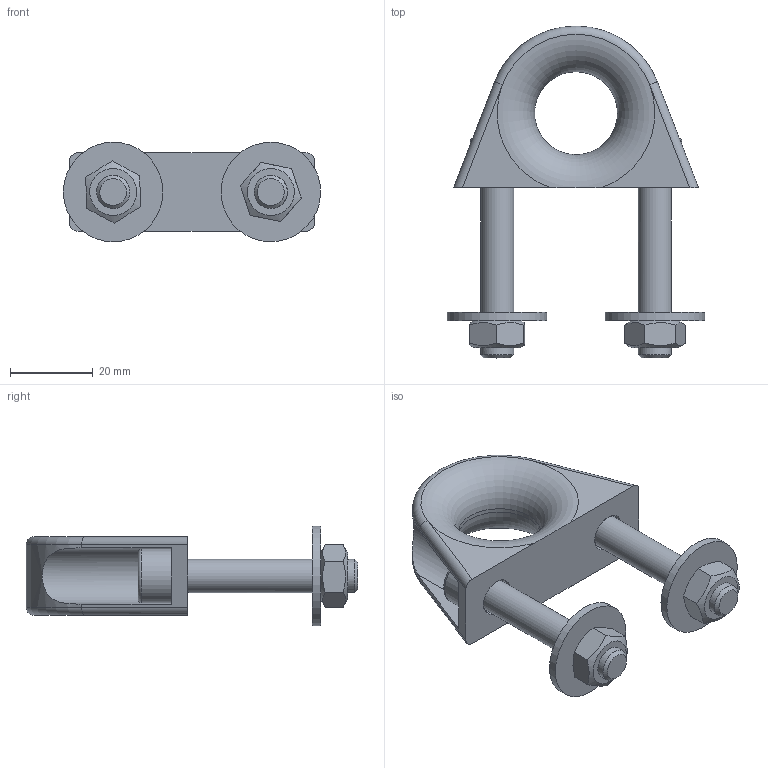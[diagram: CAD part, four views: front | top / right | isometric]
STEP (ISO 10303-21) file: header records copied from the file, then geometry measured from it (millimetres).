
FILE_DESCRIPTION(/* description */ (''),/* implementation_level */ '2;1');
FILE_NAME(/* name */ 'R20.20S.stp',/* time_stamp */ '2020-03-03T11:54:55+01:00',/* author */ ('lucade'),/* organization */ (''),/* preprocessor_version */ 'ST-DEVELOPER v16.5',/* originating_system */ 'Autodesk Inventor 2017',/* authorisation */ '');
FILE_SCHEMA (('AUTOMOTIVE_DESIGN { 1 0 10303 214 3 1 1 }'));
Length unit declared in the file: millimetre
Products named in the file (1): 20030308
Bounding box: 62 x 80 x 24 mm (x, y, z)
Volume: 24294.4 mm3; surface area: 13110.1 mm2
Topology: 1 solids, 1 shells, 91 faces, 213 edges, 136 vertices
Faces by surface type: plane 51, cylinder 20, cone 12, torus 8
Full cylindrical faces by diameter (mm): 8 x4, 8.4 x2, 8.5 x2, 13 x2, 20 x1, 24 x2
Entity records: 2416 total; most frequent: CARTESIAN_POINT 536, DIRECTION 384, ORIENTED_EDGE 348, EDGE_CURVE 174, AXIS2_PLACEMENT_3D 158, EDGE_LOOP 136, VERTEX_POINT 128, FACE_OUTER_BOUND 91
